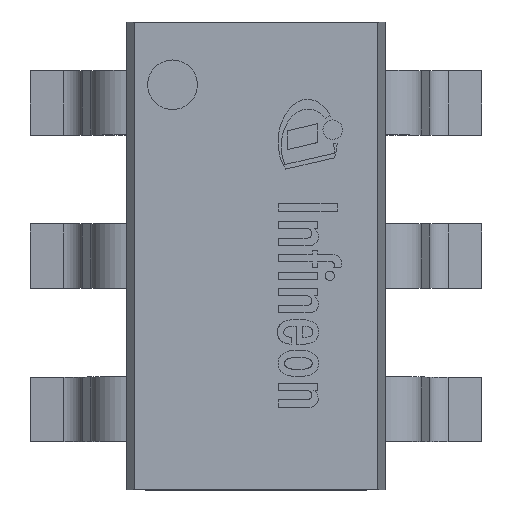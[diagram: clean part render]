
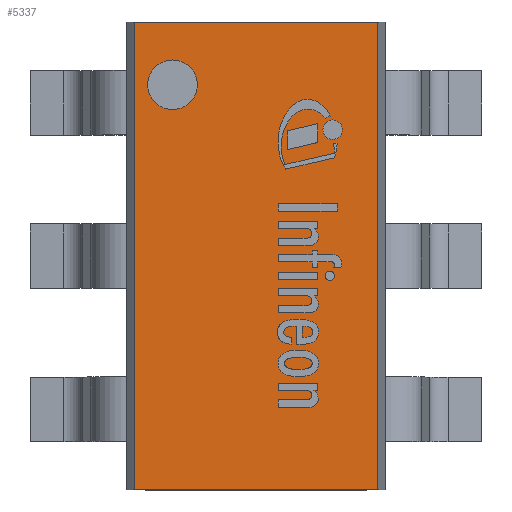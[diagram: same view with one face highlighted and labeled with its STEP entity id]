
A CAD part, top view. The second image highlights one B-rep face of the part: STEP entity #5337.
In plain terms, the highlighted planar face has unit normal (0, 0, 1).
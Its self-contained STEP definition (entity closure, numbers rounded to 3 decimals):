
#60=FACE_BOUND('',#545,.T.);
#70=PLANE('',#5680);
#226=FACE_OUTER_BOUND('',#544,.T.);
#544=EDGE_LOOP('',(#3549,#3550,#3551,#3552));
#545=EDGE_LOOP('',(#3553));
#872=LINE('',#8121,#1363);
#873=LINE('',#8124,#1364);
#874=LINE('',#8126,#1365);
#875=LINE('',#8127,#1366);
#1363=VECTOR('',#6339,1.);
#1364=VECTOR('',#6342,1.);
#1365=VECTOR('',#6343,1.);
#1366=VECTOR('',#6344,1.);
#1848=CIRCLE('',#5676,0.154);
#2174=VERTEX_POINT('',#8103);
#2179=VERTEX_POINT('',#8117);
#2180=VERTEX_POINT('',#8119);
#2181=VERTEX_POINT('',#8123);
#2182=VERTEX_POINT('',#8125);
#2721=EDGE_CURVE('',#2174,#2174,#1848,.T.);
#2728=EDGE_CURVE('',#2179,#2180,#872,.T.);
#2729=EDGE_CURVE('',#2181,#2179,#873,.T.);
#2730=EDGE_CURVE('',#2182,#2180,#874,.T.);
#2731=EDGE_CURVE('',#2181,#2182,#875,.T.);
#3549=ORIENTED_EDGE('',*,*,#2729,.T.);
#3550=ORIENTED_EDGE('',*,*,#2728,.T.);
#3551=ORIENTED_EDGE('',*,*,#2730,.F.);
#3552=ORIENTED_EDGE('',*,*,#2731,.F.);
#3553=ORIENTED_EDGE('',*,*,#2721,.T.);
#5337=ADVANCED_FACE('',(#226,#60),#70,.T.);
#5676=AXIS2_PLACEMENT_3D('',#8105,#6325,#6326);
#5680=AXIS2_PLACEMENT_3D('',#8122,#6340,#6341);
#6325=DIRECTION('center_axis',(0.,0.,-1.));
#6326=DIRECTION('ref_axis',(-1.,0.,0.));
#6339=DIRECTION('',(0.,-1.,0.));
#6340=DIRECTION('center_axis',(0.,0.,1.));
#6341=DIRECTION('ref_axis',(-1.,0.,0.));
#6342=DIRECTION('',(-1.,0.,0.));
#6343=DIRECTION('',(-1.,0.,0.));
#6344=DIRECTION('',(0.,-1.,0.));
#8103=CARTESIAN_POINT('',(-0.364,1.061,1.45));
#8105=CARTESIAN_POINT('Origin',(-0.518,1.061,1.45));
#8117=CARTESIAN_POINT('',(-0.754,1.45,1.45));
#8119=CARTESIAN_POINT('',(-0.754,-1.45,1.45));
#8121=CARTESIAN_POINT('',(-0.754,1.45,1.45));
#8122=CARTESIAN_POINT('Origin',(0.754,1.45,1.45));
#8123=CARTESIAN_POINT('',(0.754,1.45,1.45));
#8124=CARTESIAN_POINT('',(0.754,1.45,1.45));
#8125=CARTESIAN_POINT('',(0.754,-1.45,1.45));
#8126=CARTESIAN_POINT('',(0.754,-1.45,1.45));
#8127=CARTESIAN_POINT('',(0.754,1.45,1.45));
